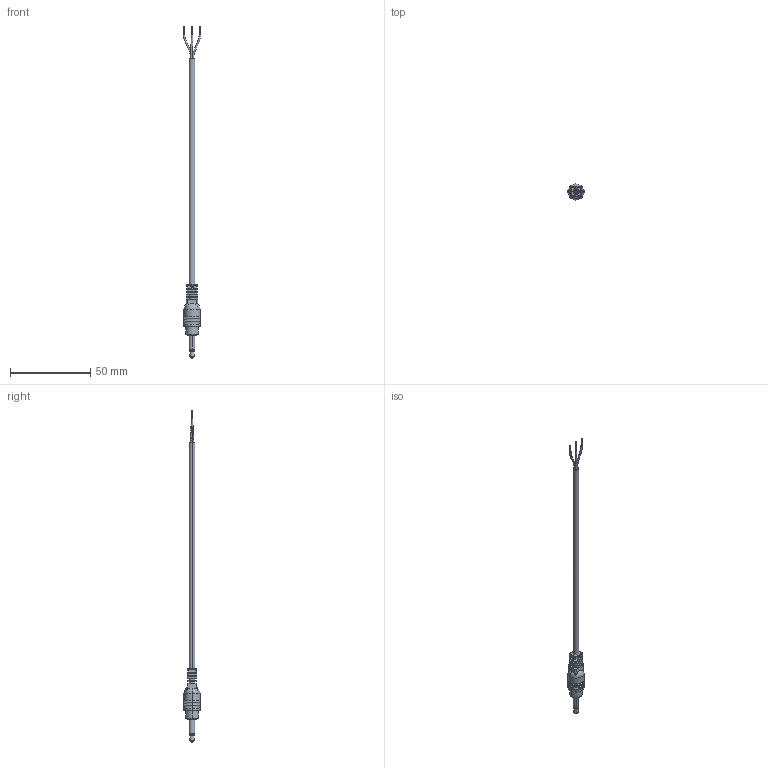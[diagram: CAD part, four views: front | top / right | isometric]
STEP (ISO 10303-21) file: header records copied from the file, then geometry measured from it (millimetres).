
FILE_DESCRIPTION (( 'STEP AP203' ), '1' );
FILE_NAME ('053-0279R (CA-2205)_revA5.STEP', '2017-02-13T17:56:30', ( '' ), ( '' ), 'SwSTEP 2.0', 'SolidWorks 2015', '' );
FILE_SCHEMA (( 'CONFIG_CONTROL_DESIGN' ));
Length unit declared in the file: millimetre
Products named in the file (8): 053-0279R (CA-2205)_revA5; 50-00120 contact 2; 50-00120 insulator 1; 50-00120; 24-00052___; 50-00120 insulator 2; 50-00120 contact 1; 30-00005_stripped and tinned
Assembly tree (7 placements, depth 3):
  053-0279R (CA-2205)_revA5
    30-00005_stripped and tinned
    24-00052___
    50-00120
      50-00120 contact 1
      50-00120 insulator 1
      50-00120 contact 2
      50-00120 insulator 2
Bounding box: 11 x 10 x 206.5 mm (x, y, z)
Volume: 3445.6 mm3; surface area: 14447.5 mm2
Topology: 121 solids, 121 shells, 793 faces, 1549 edges, 1011 vertices
Faces by surface type: cylinder 363, plane 347, bspline 49, torus 22, cone 12
Entity records: 23327 total; most frequent: CARTESIAN_POINT 6046, DIRECTION 3618, ORIENTED_EDGE 3098, EDGE_CURVE 1549, AXIS2_PLACEMENT_3D 1477, VERTEX_POINT 1011, EDGE_LOOP 864, FACE_OUTER_BOUND 793
